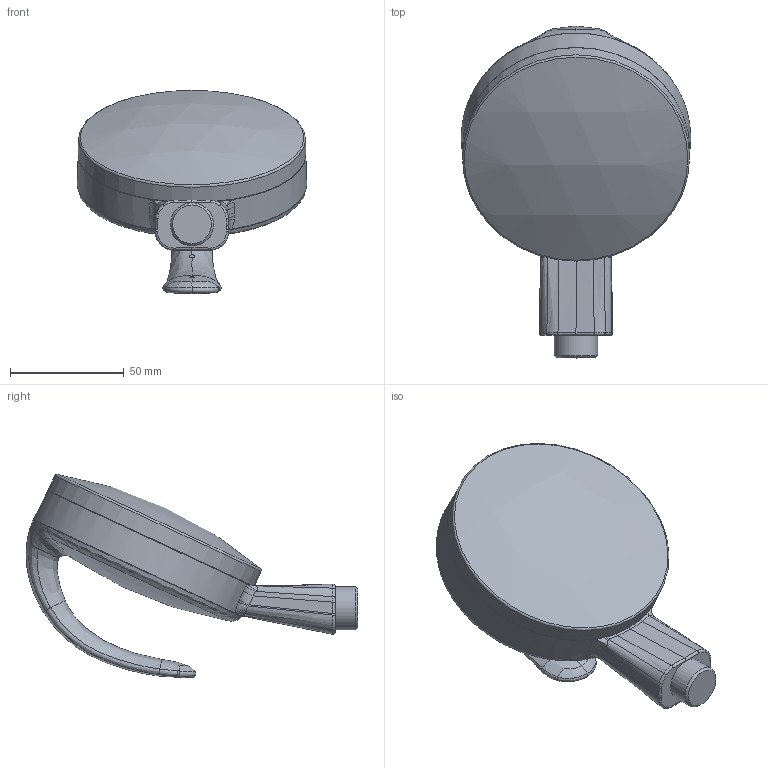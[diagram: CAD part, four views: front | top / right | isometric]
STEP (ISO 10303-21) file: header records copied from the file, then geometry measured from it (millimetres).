
FILE_DESCRIPTION (( 'STEP AP203' ), '1' );
FILE_NAME ('242067-11(2016)+44280180.STEP', '2017-03-09T05:46:40', ( '' ), ( '' ), 'SwSTEP 2.0', 'SolidWorks 2016', '' );
FILE_SCHEMA (( 'CONFIG_CONTROL_DESIGN' ));
Length unit declared in the file: millimetre
Products named in the file (1): 242067-11(2016)+44280180
Bounding box: 100.73 x 145.78 x 89.25 mm (x, y, z)
Volume: 296432.2 mm3; surface area: 49338.2 mm2
Topology: 3 solids, 3 shells, 120 faces, 287 edges, 175 vertices
Faces by surface type: bspline 105, plane 7, cone 3, cylinder 3, sphere 1, torus 1
Full cylindrical faces by diameter (mm): 19 x1, 100 x1, 100.731 x1
Entity records: 12384 total; most frequent: CARTESIAN_POINT 10425, ORIENTED_EDGE 562, EDGE_CURVE 281, B_SPLINE_CURVE_WITH_KNOTS 189, VERTEX_POINT 175, EDGE_LOOP 128, FACE_OUTER_BOUND 124, ADVANCED_FACE 120
